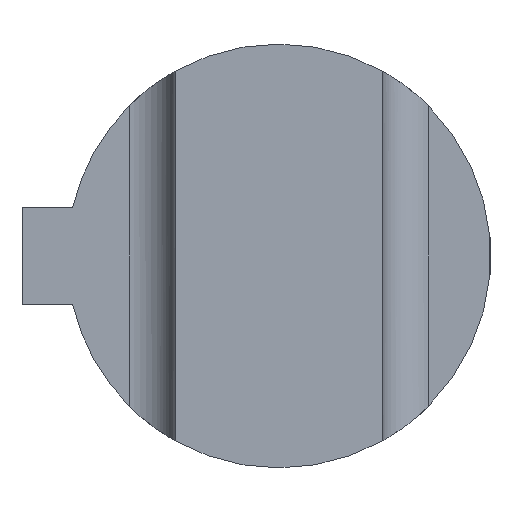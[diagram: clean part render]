
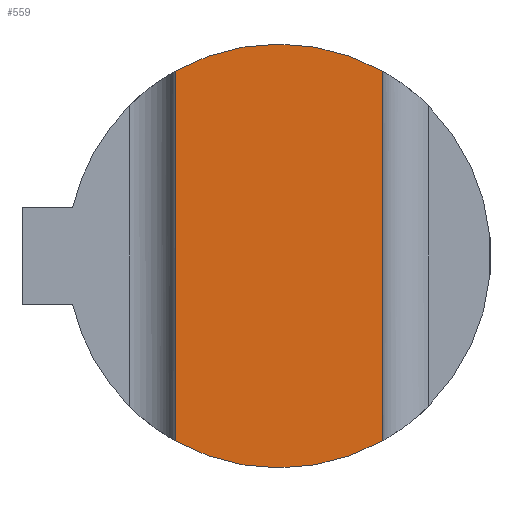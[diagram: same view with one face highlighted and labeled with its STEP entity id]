
A CAD part, left-side view. The second image highlights one B-rep face of the part: STEP entity #559.
In plain terms, the highlighted planar face has unit normal (-1, 0, 0).
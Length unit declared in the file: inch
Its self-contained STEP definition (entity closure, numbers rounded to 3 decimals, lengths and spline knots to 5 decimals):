
#49=PLANE('',#627);
#79=FACE_OUTER_BOUND('',#116,.T.);
#116=EDGE_LOOP('',(#510,#511,#512,#513,#514));
#155=LINE('',#996,#201);
#158=LINE('',#1003,#204);
#201=VECTOR('',#751,0.3937);
#204=VECTOR('',#762,0.3937);
#226=CIRCLE('',#602,1.085);
#228=CIRCLE('',#604,1.085);
#232=CIRCLE('',#608,1.085);
#263=VERTEX_POINT('',#889);
#264=VERTEX_POINT('',#891);
#269=VERTEX_POINT('',#919);
#270=VERTEX_POINT('',#921);
#279=VERTEX_POINT('',#957);
#324=EDGE_CURVE('',#263,#264,#226,.T.);
#330=EDGE_CURVE('',#269,#270,#228,.T.);
#340=EDGE_CURVE('',#279,#263,#232,.T.);
#355=EDGE_CURVE('',#269,#264,#155,.T.);
#358=EDGE_CURVE('',#279,#270,#158,.T.);
#510=ORIENTED_EDGE('',*,*,#355,.T.);
#511=ORIENTED_EDGE('',*,*,#324,.F.);
#512=ORIENTED_EDGE('',*,*,#340,.F.);
#513=ORIENTED_EDGE('',*,*,#358,.T.);
#514=ORIENTED_EDGE('',*,*,#330,.F.);
#559=ADVANCED_FACE('',(#79),#49,.F.);
#602=AXIS2_PLACEMENT_3D('',#892,#704,#705);
#604=AXIS2_PLACEMENT_3D('',#922,#710,#711);
#608=AXIS2_PLACEMENT_3D('',#959,#722,#723);
#627=AXIS2_PLACEMENT_3D('',#1016,#781,#782);
#704=DIRECTION('center_axis',(1.,0.,0.));
#705=DIRECTION('ref_axis',(0.,0.,-1.));
#710=DIRECTION('center_axis',(1.,0.,0.));
#711=DIRECTION('ref_axis',(0.,0.,-1.));
#722=DIRECTION('center_axis',(1.,0.,0.));
#723=DIRECTION('ref_axis',(0.,0.,-1.));
#751=DIRECTION('',(0.,0.,1.));
#762=DIRECTION('',(0.,0.,-1.));
#781=DIRECTION('center_axis',(1.,0.,0.));
#782=DIRECTION('ref_axis',(0.,0.,-1.));
#889=CARTESIAN_POINT('',(0.,0.,1.085));
#891=CARTESIAN_POINT('',(0.,-0.53,0.94674));
#892=CARTESIAN_POINT('Origin',(0.,0.,0.));
#919=CARTESIAN_POINT('',(0.,-0.53,-0.94674));
#921=CARTESIAN_POINT('',(0.,0.53,-0.94674));
#922=CARTESIAN_POINT('Origin',(0.,0.,0.));
#957=CARTESIAN_POINT('',(0.,0.53,0.94674));
#959=CARTESIAN_POINT('Origin',(0.,0.,0.));
#996=CARTESIAN_POINT('',(0.,-0.53,0.));
#1003=CARTESIAN_POINT('',(0.,0.53,0.));
#1016=CARTESIAN_POINT('Origin',(0.,0.,0.));
